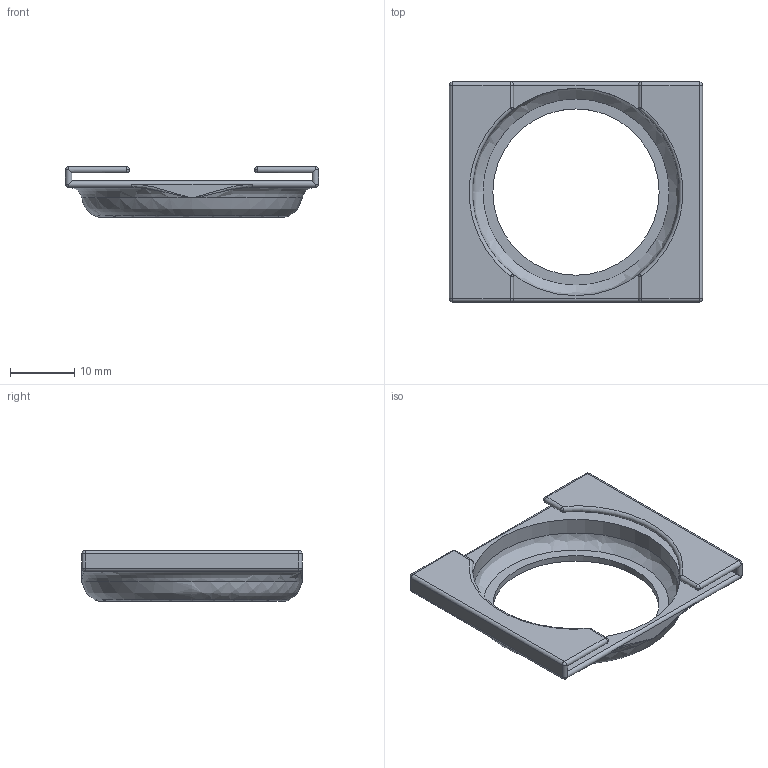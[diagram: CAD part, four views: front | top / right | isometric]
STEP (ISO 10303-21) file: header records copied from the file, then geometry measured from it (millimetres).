
FILE_DESCRIPTION(/* description */ (''),/* implementation_level */ '2;1');
FILE_NAME(/* name */ 'rff_at v1.step',/* time_stamp */ '2021-05-08T18:36:58-06:00',/* author */ (''),/* organization */ (''),/* preprocessor_version */ 'ST-DEVELOPER v18.1',/* originating_system */ 'Autodesk Translation Framework v10.6.0.1341',/* authorisation */ '');
FILE_SCHEMA (('AUTOMOTIVE_DESIGN { 1 0 10303 214 3 1 1 }'));
Length unit declared in the file: millimetre
Products named in the file (1): rff_at
Bounding box: 39.5 x 34.37 x 7.94 mm (x, y, z)
Volume: 1782.5 mm3; surface area: 3565.4 mm2
Topology: 1 solids, 1 shells, 76 faces, 170 edges, 97 vertices
Faces by surface type: sphere 24, cylinder 20, plane 15, bspline 13, torus 4
Full cylindrical faces by diameter (mm): 25.95 x1, 32.37 x1
Entity records: 2712 total; most frequent: CARTESIAN_POINT 994, DIRECTION 382, ORIENTED_EDGE 340, EDGE_CURVE 170, AXIS2_PLACEMENT_3D 168, VERTEX_POINT 97, CIRCLE 96, EDGE_LOOP 79
